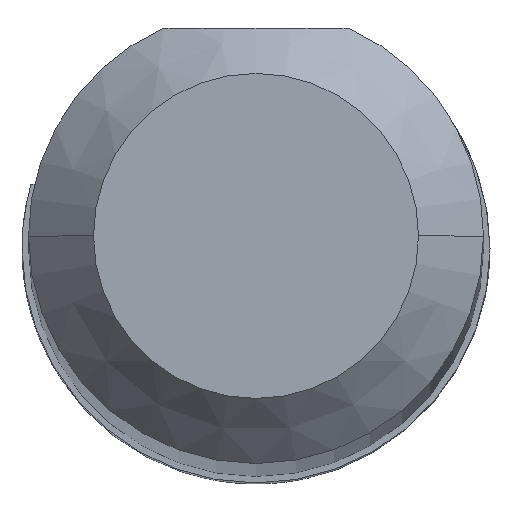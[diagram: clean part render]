
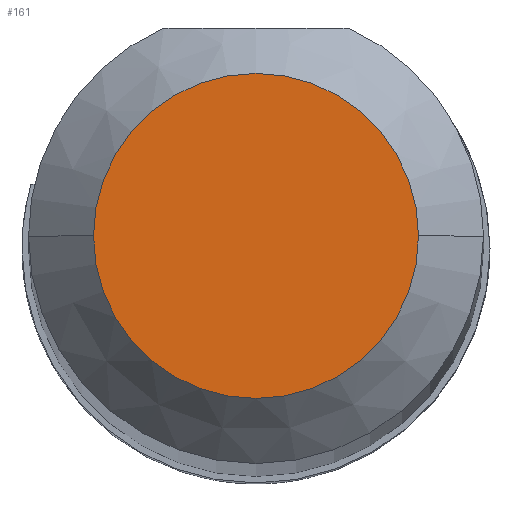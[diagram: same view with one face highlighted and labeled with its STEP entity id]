
A CAD part, top view. The second image highlights one B-rep face of the part: STEP entity #161.
In plain terms, the highlighted planar face has unit normal (0, 0, 1).
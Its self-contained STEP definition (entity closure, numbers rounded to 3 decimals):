
#73=PLANE('',#1390);
#100=FACE_OUTER_BOUND('',#259,.T.);
#161=ADVANCED_FACE('',(#100),#73,.T.);
#259=EDGE_LOOP('',(#724,#725,#726,#727));
#318=CIRCLE('',#1384,2.5);
#319=CIRCLE('',#1385,2.5);
#320=CIRCLE('',#1387,2.5);
#321=CIRCLE('',#1388,2.5);
#724=ORIENTED_EDGE('',*,*,#1151,.T.);
#725=ORIENTED_EDGE('',*,*,#1155,.T.);
#726=ORIENTED_EDGE('',*,*,#1154,.T.);
#727=ORIENTED_EDGE('',*,*,#1152,.T.);
#993=VERTEX_POINT('',#2223);
#994=VERTEX_POINT('',#2225);
#995=VERTEX_POINT('',#2227);
#996=VERTEX_POINT('',#2231);
#1151=EDGE_CURVE('',#994,#993,#318,.T.);
#1152=EDGE_CURVE('',#995,#994,#319,.T.);
#1154=EDGE_CURVE('',#996,#995,#320,.T.);
#1155=EDGE_CURVE('',#993,#996,#321,.T.);
#1384=AXIS2_PLACEMENT_3D('',#2224,#1645,#1646);
#1385=AXIS2_PLACEMENT_3D('',#2226,#1647,#1648);
#1387=AXIS2_PLACEMENT_3D('',#2230,#1652,#1653);
#1388=AXIS2_PLACEMENT_3D('',#2232,#1654,#1655);
#1390=AXIS2_PLACEMENT_3D('',#2234,#1658,#1659);
#1645=DIRECTION('',(0.,0.,1.));
#1646=DIRECTION('',(0.,1.,0.));
#1647=DIRECTION('',(0.,0.,1.));
#1648=DIRECTION('',(1.,0.,0.));
#1652=DIRECTION('',(0.,0.,1.));
#1653=DIRECTION('',(0.,-1.,0.));
#1654=DIRECTION('',(0.,0.,1.));
#1655=DIRECTION('',(-1.,0.,0.));
#1658=DIRECTION('',(0.,0.,1.));
#1659=DIRECTION('',(-1.,0.,0.));
#2223=CARTESIAN_POINT('',(-2.5,0.,0.));
#2224=CARTESIAN_POINT('',(0.,0.,0.));
#2225=CARTESIAN_POINT('',(0.,2.5,0.));
#2226=CARTESIAN_POINT('',(0.,0.,0.));
#2227=CARTESIAN_POINT('',(2.5,0.,0.));
#2230=CARTESIAN_POINT('',(0.,0.,0.));
#2231=CARTESIAN_POINT('',(0.,-2.5,0.));
#2232=CARTESIAN_POINT('',(0.,0.,0.));
#2234=CARTESIAN_POINT('',(0.,0.,0.));
